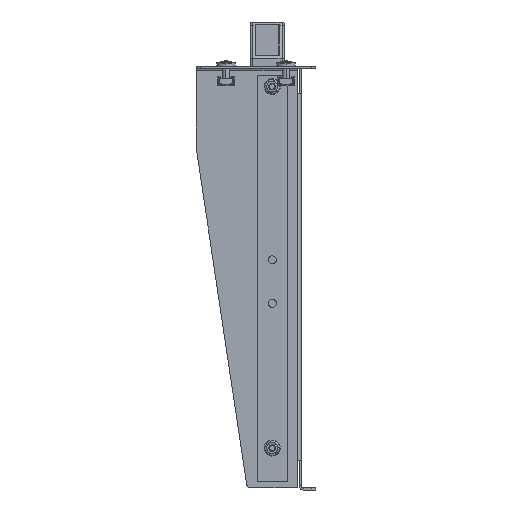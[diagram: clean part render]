
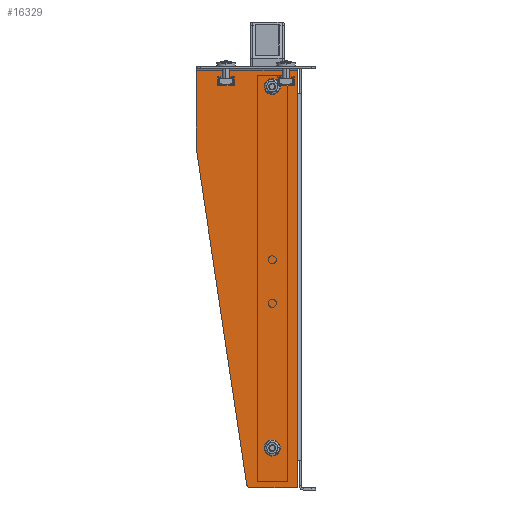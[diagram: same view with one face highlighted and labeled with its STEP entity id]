
A CAD part, left-side view. The second image highlights one B-rep face of the part: STEP entity #16329.
In plain terms, the highlighted planar face has unit normal (-1, 0, 0).
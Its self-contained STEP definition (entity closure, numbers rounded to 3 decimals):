
#89 = DIRECTION ( 'NONE',  ( 0., 0., 1. ) ) ;
#397 = EDGE_CURVE ( 'NONE', #6266, #2618, #13416, .T. ) ;
#415 = DIRECTION ( 'NONE',  ( 0., -1., 0. ) ) ;
#697 = ORIENTED_EDGE ( 'NONE', *, *, #20964, .T. ) ;
#723 = DIRECTION ( 'NONE',  ( -1., 0., 0. ) ) ;
#954 = VERTEX_POINT ( 'NONE', #28585 ) ;
#1267 = EDGE_LOOP ( 'NONE', ( #7730, #13690 ) ) ;
#1771 = VECTOR ( 'NONE', #20425, 1000. ) ;
#1861 = CARTESIAN_POINT ( 'NONE',  ( -219.5, 38.883, -152.445 ) ) ;
#2483 = ORIENTED_EDGE ( 'NONE', *, *, #18937, .F. ) ;
#2618 = VERTEX_POINT ( 'NONE', #20719 ) ;
#2709 = ORIENTED_EDGE ( 'NONE', *, *, #28046, .F. ) ;
#2980 = VERTEX_POINT ( 'NONE', #1861 ) ;
#3279 = LINE ( 'NONE', #13312, #28625 ) ;
#3585 = CARTESIAN_POINT ( 'NONE',  ( -219.5, 73., 95.224 ) ) ;
#3588 = CIRCLE ( 'NONE', #21033, 3. ) ;
#3664 = EDGE_CURVE ( 'NONE', #23861, #13823, #8648, .T. ) ;
#3694 = DIRECTION ( 'NONE',  ( 1., 0., 0. ) ) ;
#3776 = VERTEX_POINT ( 'NONE', #11748 ) ;
#3844 = EDGE_CURVE ( 'NONE', #2618, #4725, #4308, .T. ) ;
#3919 = CARTESIAN_POINT ( 'NONE',  ( -219.5, 1.5, -135. ) ) ;
#4308 = LINE ( 'NONE', #11835, #15162 ) ;
#4605 = LINE ( 'NONE', #7595, #28501 ) ;
#4615 = CARTESIAN_POINT ( 'NONE',  ( -219.5, 0., -155. ) ) ;
#4636 = VERTEX_POINT ( 'NONE', #12517 ) ;
#4725 = VERTEX_POINT ( 'NONE', #5314 ) ;
#4817 = VERTEX_POINT ( 'NONE', #15222 ) ;
#5314 = CARTESIAN_POINT ( 'NONE',  ( -219.5, 1.5, 153.5 ) ) ;
#5927 = DIRECTION ( 'NONE',  ( 0., 1., 0. ) ) ;
#6266 = VERTEX_POINT ( 'NONE', #22500 ) ;
#6462 = VERTEX_POINT ( 'NONE', #7104 ) ;
#6886 = ORIENTED_EDGE ( 'NONE', *, *, #22182, .F. ) ;
#7090 = CARTESIAN_POINT ( 'NONE',  ( -219.5, 20., -125.5 ) ) ;
#7104 = CARTESIAN_POINT ( 'NONE',  ( -219.5, 20., -122.5 ) ) ;
#7188 = CIRCLE ( 'NONE', #16940, 3. ) ;
#7595 = CARTESIAN_POINT ( 'NONE',  ( -219.5, 76., 95. ) ) ;
#7611 = VERTEX_POINT ( 'NONE', #10317 ) ;
#7730 = ORIENTED_EDGE ( 'NONE', *, *, #21677, .F. ) ;
#7737 = EDGE_LOOP ( 'NONE', ( #2483, #19189 ) ) ;
#7918 = CARTESIAN_POINT ( 'NONE',  ( -219.5, 76., -155. ) ) ;
#7965 = VECTOR ( 'NONE', #14437, 1000. ) ;
#8314 = ORIENTED_EDGE ( 'NONE', *, *, #397, .F. ) ;
#8648 = LINE ( 'NONE', #13468, #1771 ) ;
#9425 = DIRECTION ( 'NONE',  ( 0., 0., 1. ) ) ;
#10024 = DIRECTION ( 'NONE',  ( -1., 0., 0. ) ) ;
#10207 = FACE_BOUND ( 'NONE', #1267, .T. ) ;
#10317 = CARTESIAN_POINT ( 'NONE',  ( -219.5, 75.967, 94.779 ) ) ;
#10374 = EDGE_CURVE ( 'NONE', #4725, #23861, #12685, .T. ) ;
#10587 = CARTESIAN_POINT ( 'NONE',  ( -219.5, 76., -155. ) ) ;
#10841 = DIRECTION ( 'NONE',  ( -1., 0., 0. ) ) ;
#10862 = ORIENTED_EDGE ( 'NONE', *, *, #22879, .F. ) ;
#11748 = CARTESIAN_POINT ( 'NONE',  ( -219.5, 1.5, -155. ) ) ;
#11824 = CARTESIAN_POINT ( 'NONE',  ( -219.5, 1.5, 136.5 ) ) ;
#11835 = CARTESIAN_POINT ( 'NONE',  ( -219.5, 76., 153.5 ) ) ;
#11924 = AXIS2_PLACEMENT_3D ( 'NONE', #7090, #23280, #9425 ) ;
#12517 = CARTESIAN_POINT ( 'NONE',  ( -219.5, 20., -128.5 ) ) ;
#12584 = AXIS2_PLACEMENT_3D ( 'NONE', #14583, #723, #16902 ) ;
#12683 = VERTEX_POINT ( 'NONE', #13978 ) ;
#12685 = LINE ( 'NONE', #28304, #7965 ) ;
#12885 = EDGE_CURVE ( 'NONE', #12683, #4817, #14556, .T. ) ;
#13312 = CARTESIAN_POINT ( 'NONE',  ( -219.5, 1.5, -135. ) ) ;
#13416 = LINE ( 'NONE', #7918, #19526 ) ;
#13468 = CARTESIAN_POINT ( 'NONE',  ( -219.5, 1.5, -155. ) ) ;
#13690 = ORIENTED_EDGE ( 'NONE', *, *, #20564, .F. ) ;
#13823 = VERTEX_POINT ( 'NONE', #3919 ) ;
#13852 = ORIENTED_EDGE ( 'NONE', *, *, #3844, .F. ) ;
#13943 = DIRECTION ( 'NONE',  ( -1., 0., 0. ) ) ;
#13978 = CARTESIAN_POINT ( 'NONE',  ( -219.5, 20., 138.5 ) ) ;
#13977 = AXIS2_PLACEMENT_3D ( 'NONE', #3585, #19755, #5927 ) ;
#14437 = DIRECTION ( 'NONE',  ( 0., 0., -1. ) ) ;
#14547 = EDGE_LOOP ( 'NONE', ( #10862, #697, #6886, #2709, #26932, #22831, #13852, #8314, #15199 ) ) ;
#14556 = CIRCLE ( 'NONE', #12584, 3. ) ;
#14583 = CARTESIAN_POINT ( 'NONE',  ( -219.5, 20., 141.5 ) ) ;
#15055 = CIRCLE ( 'NONE', #17549, 3. ) ;
#15162 = VECTOR ( 'NONE', #415, 1000. ) ;
#15199 = ORIENTED_EDGE ( 'NONE', *, *, #25415, .T. ) ;
#15222 = CARTESIAN_POINT ( 'NONE',  ( -219.5, 20., 144.5 ) ) ;
#16329 = ADVANCED_FACE ( 'NONE', ( #21765, #10207, #18512 ), #17551, .F. ) ;
#16902 = DIRECTION ( 'NONE',  ( 0., 0., 1. ) ) ;
#16921 = DIRECTION ( 'NONE',  ( 0., 0.148, 0.989 ) ) ;
#16940 = AXIS2_PLACEMENT_3D ( 'NONE', #27789, #13943, #89 ) ;
#17549 = AXIS2_PLACEMENT_3D ( 'NONE', #24680, #10841, #27016 ) ;
#17551 = PLANE ( 'NONE',  #21134 ) ;
#18223 = CIRCLE ( 'NONE', #13977, 3. ) ;
#18512 = FACE_OUTER_BOUND ( 'NONE', #14547, .T. ) ;
#18937 = EDGE_CURVE ( 'NONE', #4817, #12683, #7188, .T. ) ;
#19041 = CIRCLE ( 'NONE', #11924, 3. ) ;
#19189 = ORIENTED_EDGE ( 'NONE', *, *, #12885, .F. ) ;
#19526 = VECTOR ( 'NONE', #26451, 1000. ) ;
#19755 = DIRECTION ( 'NONE',  ( -1., 0., 0. ) ) ;
#19849 = DIRECTION ( 'NONE',  ( 0., 1., 0. ) ) ;
#20425 = DIRECTION ( 'NONE',  ( 0., 0., -1. ) ) ;
#20564 = EDGE_CURVE ( 'NONE', #4636, #6462, #19041, .T. ) ;
#20719 = CARTESIAN_POINT ( 'NONE',  ( -219.5, 76., 153.5 ) ) ;
#20964 = EDGE_CURVE ( 'NONE', #2980, #954, #15055, .T. ) ;
#21033 = AXIS2_PLACEMENT_3D ( 'NONE', #23862, #10024, #26224 ) ;
#21134 = AXIS2_PLACEMENT_3D ( 'NONE', #10587, #3694, #19849 ) ;
#21677 = EDGE_CURVE ( 'NONE', #6462, #4636, #3588, .T. ) ;
#21765 = FACE_BOUND ( 'NONE', #7737, .T. ) ;
#22182 = EDGE_CURVE ( 'NONE', #3776, #954, #28888, .T. ) ;
#22500 = CARTESIAN_POINT ( 'NONE',  ( -219.5, 76., 95.224 ) ) ;
#22737 = VECTOR ( 'NONE', #23112, 1000. ) ;
#22831 = ORIENTED_EDGE ( 'NONE', *, *, #10374, .F. ) ;
#22879 = EDGE_CURVE ( 'NONE', #2980, #7611, #4605, .T. ) ;
#23112 = DIRECTION ( 'NONE',  ( 0., 1., 0. ) ) ;
#23280 = DIRECTION ( 'NONE',  ( -1., 0., 0. ) ) ;
#23861 = VERTEX_POINT ( 'NONE', #11824 ) ;
#23862 = CARTESIAN_POINT ( 'NONE',  ( -219.5, 20., -125.5 ) ) ;
#24680 = CARTESIAN_POINT ( 'NONE',  ( -219.5, 35.916, -152. ) ) ;
#25415 = EDGE_CURVE ( 'NONE', #6266, #7611, #18223, .T. ) ;
#26224 = DIRECTION ( 'NONE',  ( 0., 0., 1. ) ) ;
#26451 = DIRECTION ( 'NONE',  ( 0., 0., 1. ) ) ;
#26932 = ORIENTED_EDGE ( 'NONE', *, *, #3664, .F. ) ;
#27016 = DIRECTION ( 'NONE',  ( 0., 1., 0. ) ) ;
#27170 = DIRECTION ( 'NONE',  ( 0., 0., -1. ) ) ;
#27789 = CARTESIAN_POINT ( 'NONE',  ( -219.5, 20., 141.5 ) ) ;
#28046 = EDGE_CURVE ( 'NONE', #13823, #3776, #3279, .T. ) ;
#28304 = CARTESIAN_POINT ( 'NONE',  ( -219.5, 1.5, -155. ) ) ;
#28501 = VECTOR ( 'NONE', #16921, 1000. ) ;
#28585 = CARTESIAN_POINT ( 'NONE',  ( -219.5, 35.916, -155. ) ) ;
#28625 = VECTOR ( 'NONE', #27170, 1000. ) ;
#28888 = LINE ( 'NONE', #4615, #22737 ) ;
